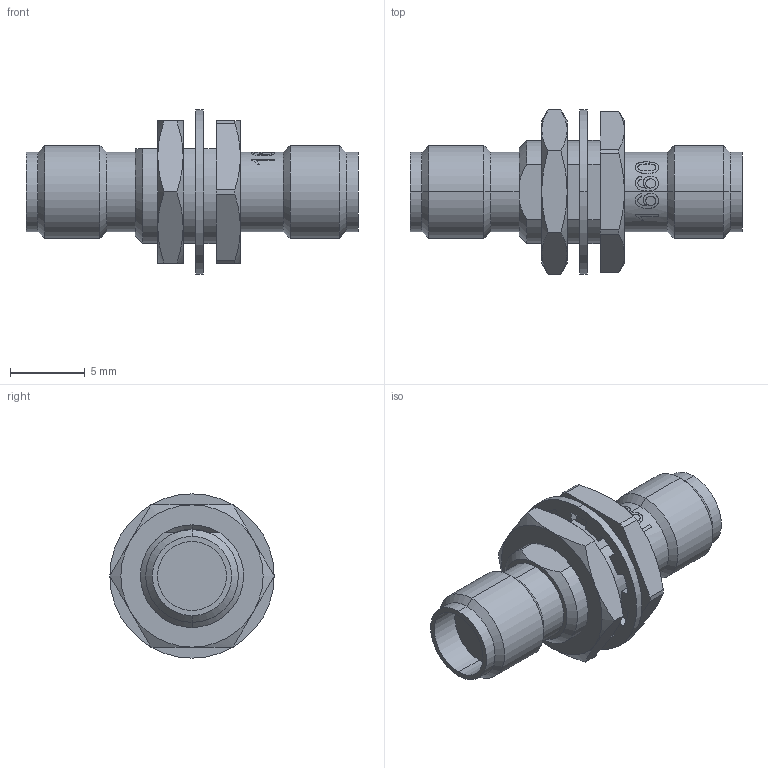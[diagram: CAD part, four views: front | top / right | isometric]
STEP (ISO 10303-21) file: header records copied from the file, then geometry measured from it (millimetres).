
FILE_DESCRIPTION (( 'STEP AP214' ), '1' );
FILE_NAME ('FMAD1660_3D.step', '2023-03-13T20:46:12', ( '' ), ( '' ), 'SwSTEP 2.0', 'SolidWorks 2022', '' );
FILE_SCHEMA (( 'AUTOMOTIVE_DESIGN' ));
Length unit declared in the file: inch
Products named in the file (4): FMAD1660_3D; Copy of 185-8105-8^FMAD1660; Copy of 24-8305-6_1^FMAD1660; Copy of ADS-K8K8-BFA^FMAD1660
Assembly tree (3 placements, depth 2):
  FMAD1660_3D
    Copy of ADS-K8K8-BFA^FMAD1660
    Copy of 24-8305-6_1^FMAD1660
    Copy of 185-8105-8^FMAD1660
Bounding box: 22.22 x 11 x 11 mm (x, y, z)
Volume: 747.3 mm3; surface area: 937.4 mm2
Topology: 3 solids, 3 shells, 180 faces, 448 edges, 286 vertices
Faces by surface type: cylinder 55, plane 49, bspline 44, cone 32
Entity records: 9687 total; most frequent: CARTESIAN_POINT 5588, ORIENTED_EDGE 896, DIRECTION 685, EDGE_CURVE 448, VERTEX_POINT 286, AXIS2_PLACEMENT_3D 267, EDGE_LOOP 196, FACE_OUTER_BOUND 180
